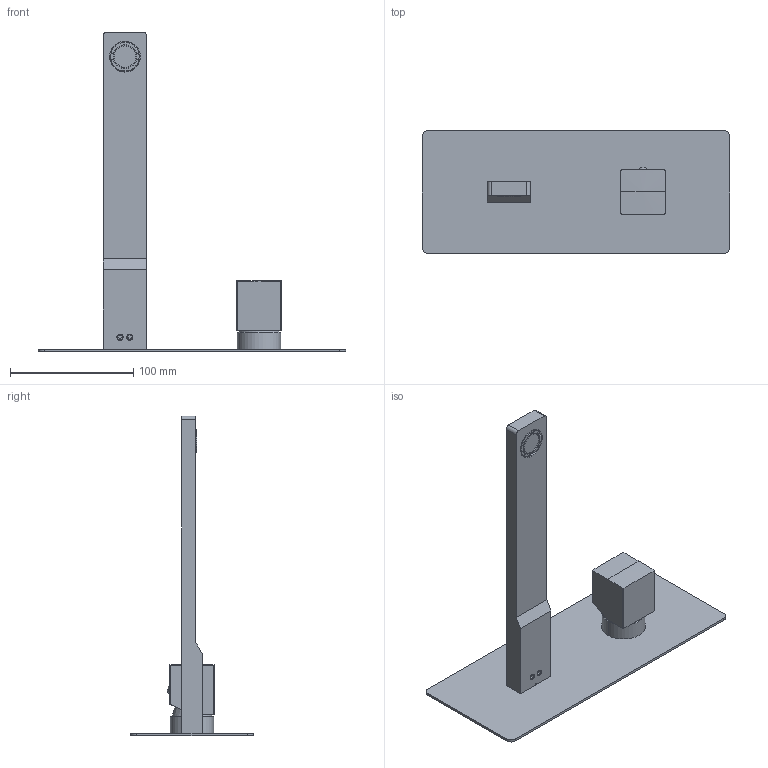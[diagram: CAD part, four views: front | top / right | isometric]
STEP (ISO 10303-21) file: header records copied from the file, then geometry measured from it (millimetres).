
FILE_DESCRIPTION((''),'2;1');
FILE_NAME('LEC106CR','2021-11-02T16:06:59',('ut3'),('PAFFONI SpA'),'CREO PARAMETRIC BY PTC INC, 2020044','CREO PARAMETRIC BY PTC INC, 2020044','');
FILE_SCHEMA(('CONFIG_CONTROL_DESIGN','SHAPE_APPEARANCE_LAYERS_GROUPS'));
Length unit declared in the file: millimetre
Products named in the file (1): LEC106CR
Bounding box: 250 x 100 x 260 mm (x, y, z)
Volume: 193398.6 mm3; surface area: 110237.1 mm2
Topology: 2 solids, 2 shells, 713 faces, 1820 edges, 1066 vertices
Faces by surface type: cylinder 261, plane 233, cone 75, sphere 64, torus 62, bspline 18
Entity records: 29626 total; most frequent: CARTESIAN_POINT 7346, DIRECTION 3669, ORIENTED_EDGE 3502, EDGE_CURVE 1751, AXIS2_PLACEMENT_3D 1465, VERTEX_POINT 1066, EDGE_LOOP 783, FILL_AREA_STYLE_COLOUR 772
